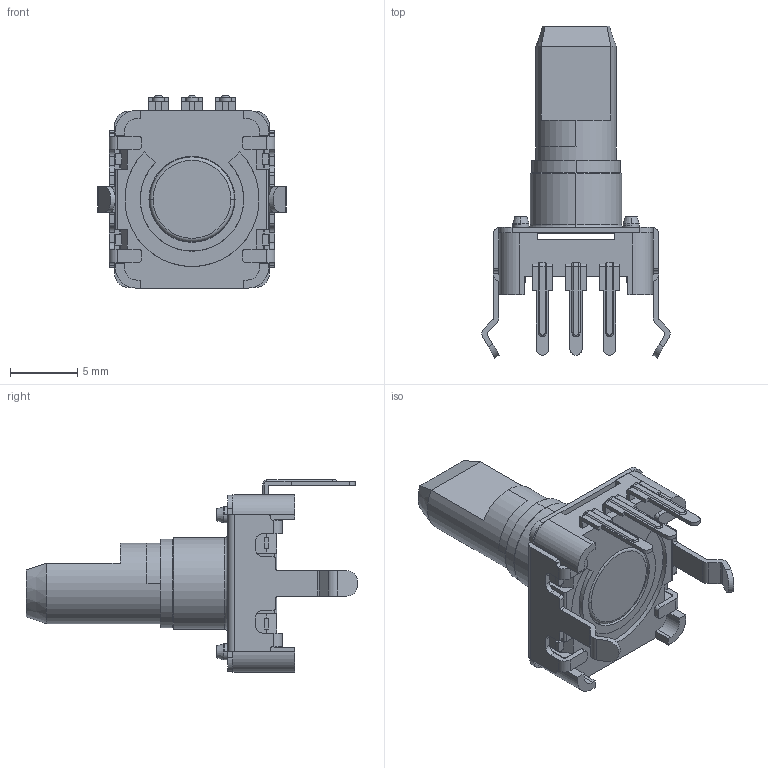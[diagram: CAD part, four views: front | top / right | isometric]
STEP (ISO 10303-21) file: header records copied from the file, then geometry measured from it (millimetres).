
FILE_DESCRIPTION((''),'2;1');
FILE_NAME('PEC12-4XXXF-NXXXX_ASM','2011-06-24T',('rickb'),('Bourns, Inc.'),'PRO/ENGINEER BY PARAMETRIC TECHNOLOGY CORPORATION, 2010100','PRO/ENGINEER BY PARAMETRIC TECHNOLOGY CORPORATION, 2010100','');
FILE_SCHEMA(('CONFIG_CONTROL_DESIGN'));
Length unit declared in the file: millimetre
Products named in the file (5): PEC12-BODY; PEC12-LID; PEC12-TERMINALS; PEC12-ROTOR; PEC12-4XXXF-NXXXX_ASM
Assembly tree (6 placements, depth 2):
  PEC12-4XXXF-NXXXX_ASM
    PEC12-BODY
    PEC12-LID
    PEC12-TERMINALS  x3
    PEC12-ROTOR
Bounding box: 14 x 24.7 x 14.29 mm (x, y, z)
Volume: 672 mm3; surface area: 1669.3 mm2
Topology: 7 solids, 9 shells, 399 faces, 1083 edges, 708 vertices
Faces by surface type: plane 230, cylinder 135, cone 19, torus 15
Entity records: 10887 total; most frequent: DIRECTION 1906, CARTESIAN_POINT 1891, ORIENTED_EDGE 1850, EDGE_CURVE 925, VECTOR 636, LINE 636, AXIS2_PLACEMENT_3D 635, VERTEX_POINT 608
